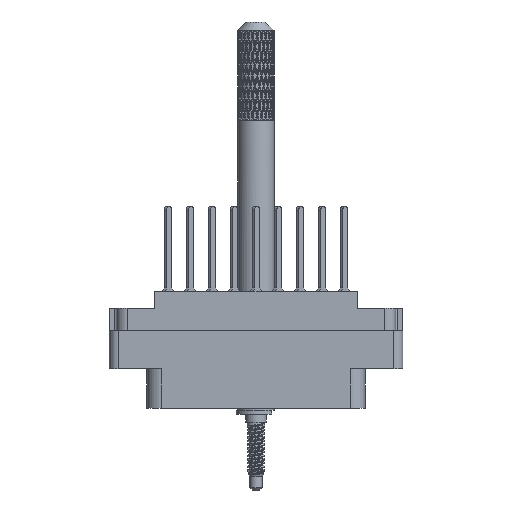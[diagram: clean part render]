
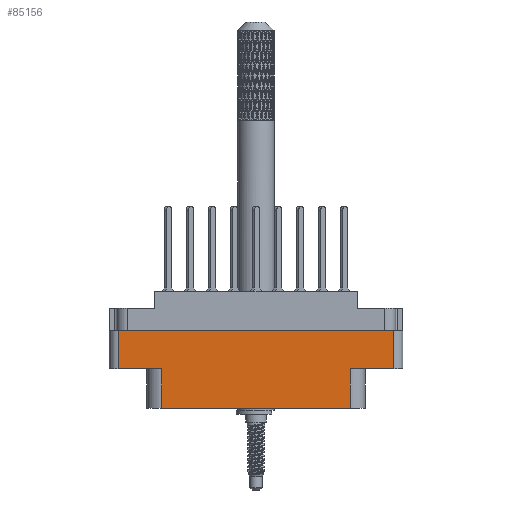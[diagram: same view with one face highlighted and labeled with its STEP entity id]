
A CAD part, front view. The second image highlights one B-rep face of the part: STEP entity #85156.
In plain terms, the highlighted planar face has unit normal (0, -1, 0).
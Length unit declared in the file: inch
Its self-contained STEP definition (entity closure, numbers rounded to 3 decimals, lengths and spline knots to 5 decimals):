
#58 = EDGE_CURVE ( 'NONE', #93437, #97097, #31683, .T. ) ;
#179 = LINE ( 'NONE', #44667, #81772 ) ;
#182 = CARTESIAN_POINT ( 'NONE',  ( 0.938, -0.438, -0.268 ) ) ;
#2573 = DIRECTION ( 'NONE',  ( 0., 0., -1. ) ) ;
#9873 = CARTESIAN_POINT ( 'NONE',  ( 0.644, -0.438, -0.529 ) ) ;
#9875 = DIRECTION ( 'NONE',  ( 1., 0., 0. ) ) ;
#12137 = VERTEX_POINT ( 'NONE', #82692 ) ;
#12556 = DIRECTION ( 'NONE',  ( 0., 0., 1. ) ) ;
#13460 = CARTESIAN_POINT ( 'NONE',  ( -0.938, -0.438, -0.798 ) ) ;
#17187 = ORIENTED_EDGE ( 'NONE', *, *, #77884, .T. ) ;
#17455 = CARTESIAN_POINT ( 'NONE',  ( -1., -0.438, -0.268 ) ) ;
#20759 = ORIENTED_EDGE ( 'NONE', *, *, #88210, .F. ) ;
#22657 = LINE ( 'NONE', #74464, #43674 ) ;
#24429 = VERTEX_POINT ( 'NONE', #76533 ) ;
#26012 = EDGE_CURVE ( 'NONE', #74891, #24429, #179, .T. ) ;
#26044 = ORIENTED_EDGE ( 'NONE', *, *, #79011, .T. ) ;
#28107 = FACE_OUTER_BOUND ( 'NONE', #37317, .T. ) ;
#29209 = VECTOR ( 'NONE', #92668, 39.37008 ) ;
#29437 = VECTOR ( 'NONE', #12556, 39.37008 ) ;
#29693 = CARTESIAN_POINT ( 'NONE',  ( -0.938, -0.438, -0.268 ) ) ;
#31683 = LINE ( 'NONE', #61537, #29209 ) ;
#32776 = EDGE_CURVE ( 'NONE', #12137, #41568, #48541, .T. ) ;
#35192 = VERTEX_POINT ( 'NONE', #182 ) ;
#37317 = EDGE_LOOP ( 'NONE', ( #87053, #26044, #20759, #80486, #73097, #66114, #93476, #17187 ) ) ;
#39619 = DIRECTION ( 'NONE',  ( 0., 0., -1. ) ) ;
#41568 = VERTEX_POINT ( 'NONE', #29693 ) ;
#43674 = VECTOR ( 'NONE', #9875, 39.37008 ) ;
#43756 = CARTESIAN_POINT ( 'NONE',  ( -0.644, -0.438, -0.529 ) ) ;
#44505 = CARTESIAN_POINT ( 'NONE',  ( 0.644, -0.438, -0.798 ) ) ;
#44667 = CARTESIAN_POINT ( 'NONE',  ( -0.644, -0.438, -0.529 ) ) ;
#48541 = LINE ( 'NONE', #13460, #79560 ) ;
#52179 = VECTOR ( 'NONE', #84328, 39.37008 ) ;
#55034 = VERTEX_POINT ( 'NONE', #44505 ) ;
#55510 = CARTESIAN_POINT ( 'NONE',  ( -0.938, -0.438, -0.798 ) ) ;
#57546 = EDGE_CURVE ( 'NONE', #41568, #35192, #66177, .T. ) ;
#58443 = CARTESIAN_POINT ( 'NONE',  ( -0.938, -0.438, -0.798 ) ) ;
#61537 = CARTESIAN_POINT ( 'NONE',  ( 0., -0.438, -0.529 ) ) ;
#66114 = ORIENTED_EDGE ( 'NONE', *, *, #57546, .F. ) ;
#66177 = LINE ( 'NONE', #17455, #86033 ) ;
#66721 = CARTESIAN_POINT ( 'NONE',  ( 0.938, -0.438, -0.798 ) ) ;
#70036 = DIRECTION ( 'NONE',  ( 0., 0., 1. ) ) ;
#71359 = DIRECTION ( 'NONE',  ( 0., -1., 0. ) ) ;
#71404 = LINE ( 'NONE', #66721, #29437 ) ;
#73097 = ORIENTED_EDGE ( 'NONE', *, *, #74343, .T. ) ;
#74343 = EDGE_CURVE ( 'NONE', #93437, #35192, #71404, .T. ) ;
#74464 = CARTESIAN_POINT ( 'NONE',  ( 0., -0.438, -0.529 ) ) ;
#74891 = VERTEX_POINT ( 'NONE', #43756 ) ;
#75051 = CARTESIAN_POINT ( 'NONE',  ( 0.938, -0.438, -0.529 ) ) ;
#75703 = LINE ( 'NONE', #58443, #52179 ) ;
#76533 = CARTESIAN_POINT ( 'NONE',  ( -0.644, -0.438, -0.798 ) ) ;
#77884 = EDGE_CURVE ( 'NONE', #12137, #74891, #22657, .T. ) ;
#79011 = EDGE_CURVE ( 'NONE', #24429, #55034, #75703, .T. ) ;
#79362 = PLANE ( 'NONE',  #83890 ) ;
#79560 = VECTOR ( 'NONE', #70036, 39.37008 ) ;
#79599 = DIRECTION ( 'NONE',  ( 1., 0., 0. ) ) ;
#80486 = ORIENTED_EDGE ( 'NONE', *, *, #58, .F. ) ;
#81772 = VECTOR ( 'NONE', #85734, 39.37008 ) ;
#82692 = CARTESIAN_POINT ( 'NONE',  ( -0.938, -0.438, -0.529 ) ) ;
#83890 = AXIS2_PLACEMENT_3D ( 'NONE', #55510, #71359, #39619 ) ;
#84328 = DIRECTION ( 'NONE',  ( 1., 0., 0. ) ) ;
#85156 = ADVANCED_FACE ( 'NONE', ( #28107 ), #79362, .T. ) ;
#85734 = DIRECTION ( 'NONE',  ( 0., 0., -1. ) ) ;
#86033 = VECTOR ( 'NONE', #79599, 39.37008 ) ;
#87053 = ORIENTED_EDGE ( 'NONE', *, *, #26012, .T. ) ;
#88210 = EDGE_CURVE ( 'NONE', #97097, #55034, #90912, .T. ) ;
#88458 = VECTOR ( 'NONE', #2573, 39.37008 ) ;
#90912 = LINE ( 'NONE', #9873, #88458 ) ;
#92668 = DIRECTION ( 'NONE',  ( -1., 0., 0. ) ) ;
#93437 = VERTEX_POINT ( 'NONE', #75051 ) ;
#93476 = ORIENTED_EDGE ( 'NONE', *, *, #32776, .F. ) ;
#95913 = CARTESIAN_POINT ( 'NONE',  ( 0.644, -0.438, -0.529 ) ) ;
#97097 = VERTEX_POINT ( 'NONE', #95913 ) ;
